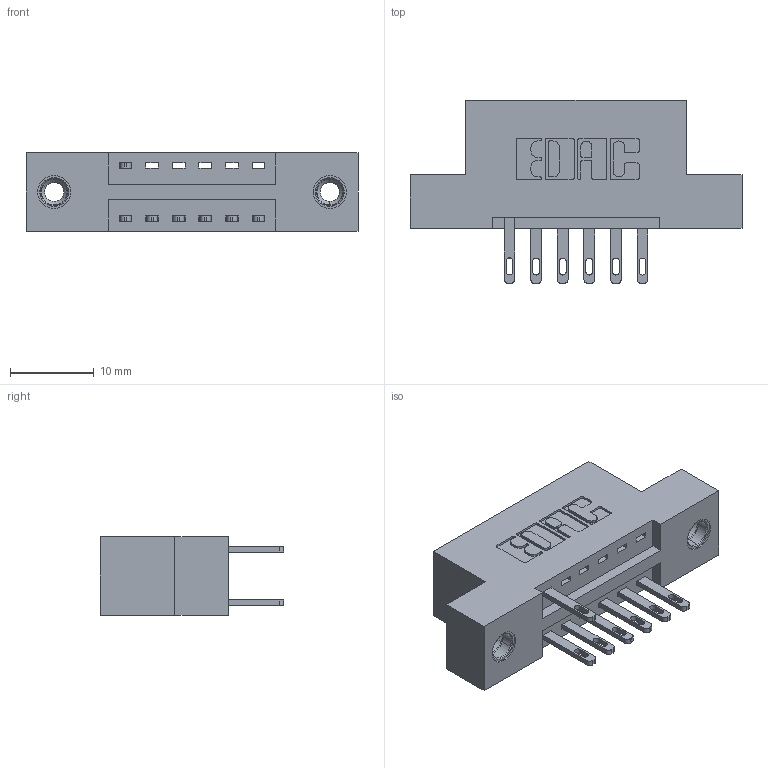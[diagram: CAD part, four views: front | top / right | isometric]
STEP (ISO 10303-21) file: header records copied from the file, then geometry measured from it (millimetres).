
FILE_DESCRIPTION (( 'STEP AP203' ), '1' );
FILE_NAME ('346-012-500-208.STEP', '2018-08-19T21:36:55', ( '' ), ( '' ), 'SwSTEP 2.0', 'SolidWorks 2016', '' );
FILE_SCHEMA (( 'CONFIG_CONTROL_DESIGN' ));
Length unit declared in the file: inch
Products named in the file (4): 345-292-001_345-293-100; 345-250-001_345-250-003-102; 346-012-500-208; 346 Part_Flush Mounting Lugs - 0.156 Dia-TI
Assembly tree (10 placements, depth 2):
  346-012-500-208
    346 Part_Flush Mounting Lugs - 0.156 Dia-TI
    345-292-001_345-293-100  x7
    345-250-001_345-250-003-102  x2
Bounding box: 39.62 x 21.84 x 9.4 mm (x, y, z)
Volume: 3554.1 mm3; surface area: 4153.3 mm2
Topology: 10 solids, 10 shells, 548 faces, 1599 edges, 1058 vertices
Faces by surface type: plane 336, cylinder 196, cone 12, torus 4
Entity records: 9718 total; most frequent: CARTESIAN_POINT 1654, ORIENTED_EDGE 1586, DIRECTION 1533, EDGE_CURVE 793, LINE 613, VECTOR 613, VERTEX_POINT 524, AXIS2_PLACEMENT_3D 460
